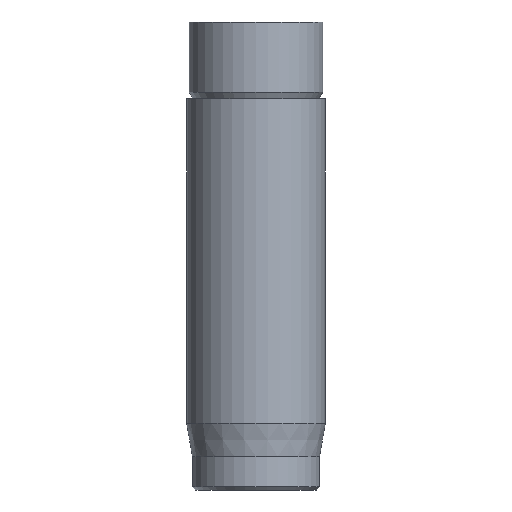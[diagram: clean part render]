
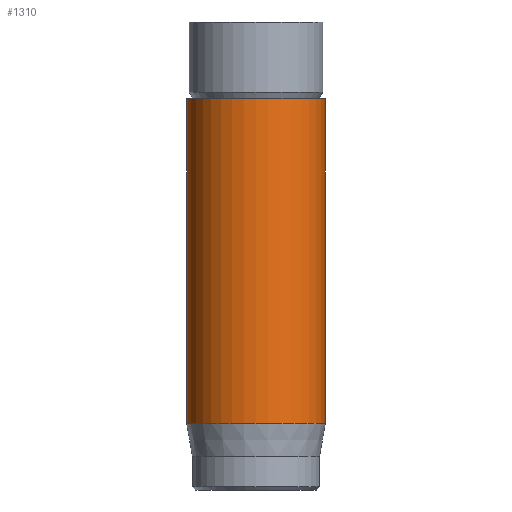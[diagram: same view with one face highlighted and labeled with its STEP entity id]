
A CAD part, front view. The second image highlights one B-rep face of the part: STEP entity #1310.
In plain terms, the highlighted cylindrical face has radius 2.075 mm (diameter 4.15 mm), a full revolution.
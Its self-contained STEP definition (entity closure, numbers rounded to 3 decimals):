
#142=CYLINDRICAL_SURFACE('',#1460,2.075);
#155=FACE_OUTER_BOUND('',#234,.T.);
#234=EDGE_LOOP('',(#945,#946,#947,#948,#949));
#316=LINE('',#1875,#436);
#436=VECTOR('',#1588,2.075);
#553=CIRCLE('',#1442,2.075);
#562=CIRCLE('',#1458,2.075);
#563=CIRCLE('',#1459,2.075);
#583=VERTEX_POINT('',#1839);
#592=VERTEX_POINT('',#1869);
#593=VERTEX_POINT('',#1870);
#713=EDGE_CURVE('',#583,#583,#553,.T.);
#727=EDGE_CURVE('',#592,#593,#562,.T.);
#728=EDGE_CURVE('',#593,#592,#563,.T.);
#730=EDGE_CURVE('',#583,#592,#316,.T.);
#945=ORIENTED_EDGE('',*,*,#713,.T.);
#946=ORIENTED_EDGE('',*,*,#730,.T.);
#947=ORIENTED_EDGE('',*,*,#727,.T.);
#948=ORIENTED_EDGE('',*,*,#728,.T.);
#949=ORIENTED_EDGE('',*,*,#730,.F.);
#1310=ADVANCED_FACE('',(#155),#142,.T.);
#1442=AXIS2_PLACEMENT_3D('',#1840,#1544,#1545);
#1458=AXIS2_PLACEMENT_3D('',#1871,#1581,#1582);
#1459=AXIS2_PLACEMENT_3D('',#1872,#1583,#1584);
#1460=AXIS2_PLACEMENT_3D('',#1874,#1586,#1587);
#1544=DIRECTION('center_axis',(0.,0.,-1.));
#1545=DIRECTION('ref_axis',(-1.,0.,0.));
#1581=DIRECTION('center_axis',(0.,0.,1.));
#1582=DIRECTION('ref_axis',(-1.,0.,0.));
#1583=DIRECTION('center_axis',(0.,0.,1.));
#1584=DIRECTION('ref_axis',(-1.,0.,0.));
#1586=DIRECTION('center_axis',(0.,0.,1.));
#1587=DIRECTION('ref_axis',(-1.,0.,0.));
#1588=DIRECTION('',(0.,0.,-1.));
#1839=CARTESIAN_POINT('',(2.075,0.,11.7));
#1840=CARTESIAN_POINT('Origin',(0.,0.,11.7));
#1869=CARTESIAN_POINT('',(2.075,0.,1.992));
#1870=CARTESIAN_POINT('',(-2.075,0.,1.992));
#1871=CARTESIAN_POINT('Origin',(0.,0.,1.992));
#1872=CARTESIAN_POINT('Origin',(0.,0.,1.992));
#1874=CARTESIAN_POINT('Origin',(0.,0.,0.));
#1875=CARTESIAN_POINT('',(2.075,0.,0.));
